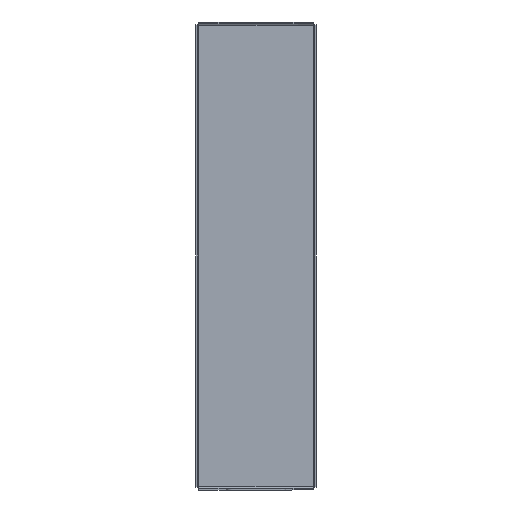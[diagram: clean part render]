
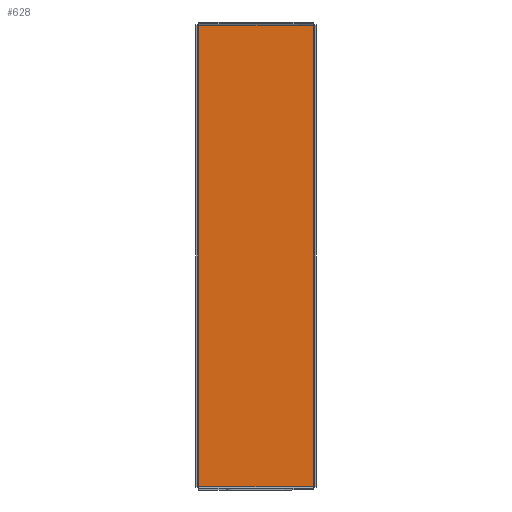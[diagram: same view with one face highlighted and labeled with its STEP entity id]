
A CAD part, left-side view. The second image highlights one B-rep face of the part: STEP entity #628.
In plain terms, the highlighted planar face has unit normal (-1, 0, 0).
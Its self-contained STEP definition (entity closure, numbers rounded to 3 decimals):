
#40 = LINE ( 'NONE', #638, #589 ) ;
#43 = DIRECTION ( 'NONE',  ( 0., 0., 1. ) ) ;
#103 = EDGE_CURVE ( 'NONE', #1735, #854, #1753, .T. ) ;
#118 = VECTOR ( 'NONE', #1598, 1000. ) ;
#432 = VECTOR ( 'NONE', #43, 1000. ) ;
#450 = DIRECTION ( 'NONE',  ( 0., 0., 1. ) ) ;
#452 = CARTESIAN_POINT ( 'NONE',  ( -1.2, -37.3, 150.8 ) ) ;
#530 = FACE_OUTER_BOUND ( 'NONE', #2075, .T. ) ;
#589 = VECTOR ( 'NONE', #1610, 1000. ) ;
#628 = ADVANCED_FACE ( 'NONE', ( #530 ), #1983, .T. ) ;
#638 = CARTESIAN_POINT ( 'NONE',  ( -1.2, -37.593, -150.8 ) ) ;
#765 = EDGE_CURVE ( 'NONE', #2010, #2046, #40, .T. ) ;
#845 = DIRECTION ( 'NONE',  ( -1., 0., 0. ) ) ;
#854 = VERTEX_POINT ( 'NONE', #452 ) ;
#1003 = AXIS2_PLACEMENT_3D ( 'NONE', #1208, #845, #450 ) ;
#1170 = VECTOR ( 'NONE', #1281, 1000. ) ;
#1208 = CARTESIAN_POINT ( 'NONE',  ( -1.2, 0., 0. ) ) ;
#1238 = ORIENTED_EDGE ( 'NONE', *, *, #103, .F. ) ;
#1239 = ORIENTED_EDGE ( 'NONE', *, *, #2221, .F. ) ;
#1281 = DIRECTION ( 'NONE',  ( 0., -1., 0. ) ) ;
#1293 = ORIENTED_EDGE ( 'NONE', *, *, #765, .F. ) ;
#1339 = CARTESIAN_POINT ( 'NONE',  ( -1.2, -37.3, -150.8 ) ) ;
#1590 = ORIENTED_EDGE ( 'NONE', *, *, #2026, .F. ) ;
#1598 = DIRECTION ( 'NONE',  ( 0., 0., -1. ) ) ;
#1610 = DIRECTION ( 'NONE',  ( 0., 1., 0. ) ) ;
#1619 = LINE ( 'NONE', #2360, #118 ) ;
#1658 = CARTESIAN_POINT ( 'NONE',  ( -1.2, 37.593, 150.8 ) ) ;
#1702 = LINE ( 'NONE', #1914, #432 ) ;
#1735 = VERTEX_POINT ( 'NONE', #1990 ) ;
#1753 = LINE ( 'NONE', #1658, #1170 ) ;
#1907 = CARTESIAN_POINT ( 'NONE',  ( -1.2, 37.3, -150.8 ) ) ;
#1914 = CARTESIAN_POINT ( 'NONE',  ( -1.2, 37.3, -151.093 ) ) ;
#1983 = PLANE ( 'NONE',  #1003 ) ;
#1990 = CARTESIAN_POINT ( 'NONE',  ( -1.2, 37.3, 150.8 ) ) ;
#2010 = VERTEX_POINT ( 'NONE', #1339 ) ;
#2026 = EDGE_CURVE ( 'NONE', #2046, #1735, #1702, .T. ) ;
#2046 = VERTEX_POINT ( 'NONE', #1907 ) ;
#2075 = EDGE_LOOP ( 'NONE', ( #1590, #1293, #1239, #1238 ) ) ;
#2221 = EDGE_CURVE ( 'NONE', #854, #2010, #1619, .T. ) ;
#2360 = CARTESIAN_POINT ( 'NONE',  ( -1.2, -37.3, 151.093 ) ) ;
